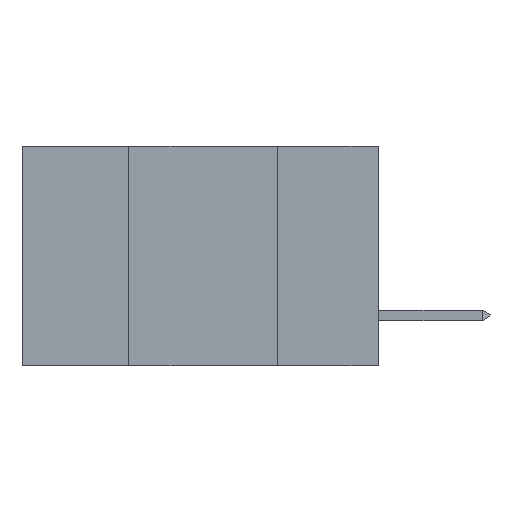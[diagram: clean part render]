
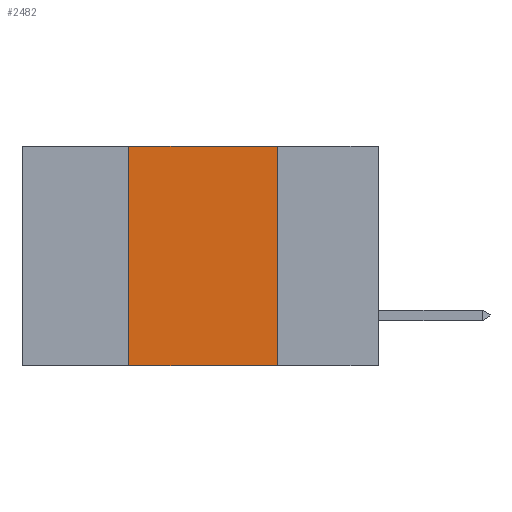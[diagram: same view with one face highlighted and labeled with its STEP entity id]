
A CAD part, left-side view. The second image highlights one B-rep face of the part: STEP entity #2482.
In plain terms, the highlighted planar face has unit normal (-1, 0, 0).
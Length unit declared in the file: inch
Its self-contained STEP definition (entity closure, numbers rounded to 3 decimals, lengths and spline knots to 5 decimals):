
#328 = LINE ( 'NONE', #5575, #1122 ) ;
#511 = ORIENTED_EDGE ( 'NONE', *, *, #14340, .F. ) ;
#1122 = VECTOR ( 'NONE', #10846, 39.37008 ) ;
#1309 = EDGE_CURVE ( 'NONE', #2664, #9131, #13169, .T. ) ;
#1668 = AXIS2_PLACEMENT_3D ( 'NONE', #12190, #12615, #2367 ) ;
#2367 = DIRECTION ( 'NONE',  ( 0., 0., -1. ) ) ;
#2482 = ADVANCED_FACE ( 'NONE', ( #16483 ), #6943, .F. ) ;
#2595 = EDGE_LOOP ( 'NONE', ( #9817, #511, #12701, #9072 ) ) ;
#2664 = VERTEX_POINT ( 'NONE', #15868 ) ;
#4069 = CARTESIAN_POINT ( 'NONE',  ( 0., 0.42, 0. ) ) ;
#5076 = VECTOR ( 'NONE', #16278, 39.37008 ) ;
#5302 = EDGE_CURVE ( 'NONE', #9179, #9131, #11835, .T. ) ;
#5442 = LINE ( 'NONE', #9763, #5076 ) ;
#5575 = CARTESIAN_POINT ( 'NONE',  ( 0., 0.6, 0. ) ) ;
#6943 = PLANE ( 'NONE',  #1668 ) ;
#7135 = EDGE_CURVE ( 'NONE', #2664, #10530, #5442, .T. ) ;
#8893 = DIRECTION ( 'NONE',  ( 0., -1., 0. ) ) ;
#9004 = CARTESIAN_POINT ( 'NONE',  ( 0., 0.17, 0. ) ) ;
#9072 = ORIENTED_EDGE ( 'NONE', *, *, #1309, .T. ) ;
#9131 = VERTEX_POINT ( 'NONE', #16566 ) ;
#9179 = VERTEX_POINT ( 'NONE', #9004 ) ;
#9763 = CARTESIAN_POINT ( 'NONE',  ( 0., 0.42, -0.37 ) ) ;
#9817 = ORIENTED_EDGE ( 'NONE', *, *, #5302, .F. ) ;
#10530 = VERTEX_POINT ( 'NONE', #4069 ) ;
#10846 = DIRECTION ( 'NONE',  ( 0., -1., 0. ) ) ;
#11835 = LINE ( 'NONE', #17006, #16579 ) ;
#12190 = CARTESIAN_POINT ( 'NONE',  ( 0., 0.6, 0. ) ) ;
#12615 = DIRECTION ( 'NONE',  ( 1., 0., 0. ) ) ;
#12701 = ORIENTED_EDGE ( 'NONE', *, *, #7135, .F. ) ;
#13169 = LINE ( 'NONE', #16711, #15430 ) ;
#13299 = DIRECTION ( 'NONE',  ( 0., 0., -1. ) ) ;
#14340 = EDGE_CURVE ( 'NONE', #10530, #9179, #328, .T. ) ;
#15430 = VECTOR ( 'NONE', #8893, 39.37008 ) ;
#15868 = CARTESIAN_POINT ( 'NONE',  ( 0., 0.42, -0.37 ) ) ;
#16278 = DIRECTION ( 'NONE',  ( 0., 0., 1. ) ) ;
#16483 = FACE_OUTER_BOUND ( 'NONE', #2595, .T. ) ;
#16566 = CARTESIAN_POINT ( 'NONE',  ( 0., 0.17, -0.37 ) ) ;
#16579 = VECTOR ( 'NONE', #13299, 39.37008 ) ;
#16711 = CARTESIAN_POINT ( 'NONE',  ( 0., 0.6, -0.37 ) ) ;
#17006 = CARTESIAN_POINT ( 'NONE',  ( 0., 0.17, -0.37 ) ) ;
